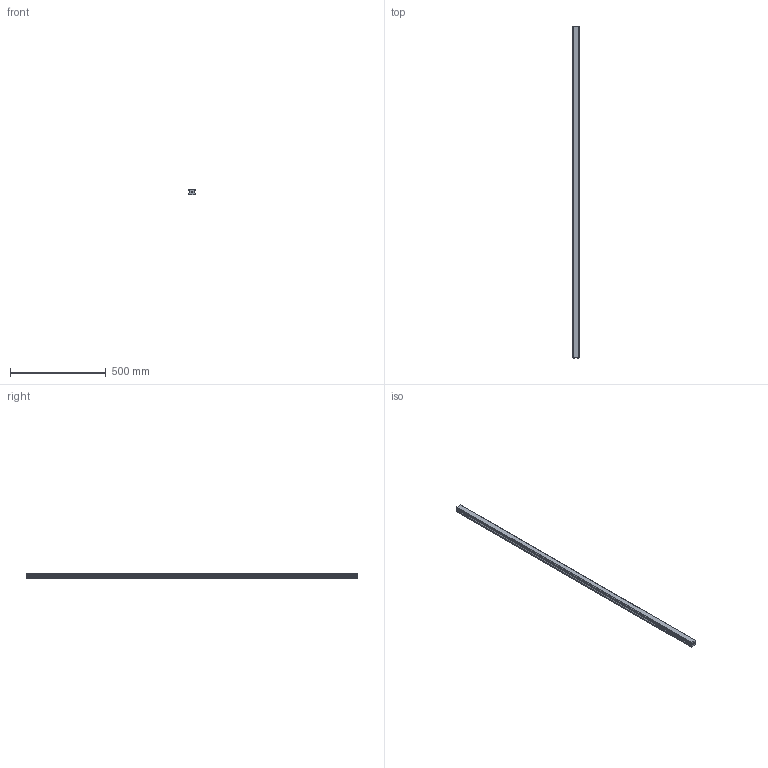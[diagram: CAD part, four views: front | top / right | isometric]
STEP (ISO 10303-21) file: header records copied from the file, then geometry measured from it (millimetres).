
FILE_DESCRIPTION(('STEP AP214'),'1');
FILE_NAME('cctmp_2C01B84E-345B-4E42-896E-D73E8B09B9C1_2021_01_27_12_07_50_0732..stp','2021-01-27T11:07:50',('HIWIN GmbH'),('CADClick - www.CADClick.com'),'Spatial InterOp 3D',' ','unknown authorization');
FILE_SCHEMA(('AUTOMOTIVE_DESIGN'));
Length unit declared in the file: millimetre
Products named in the file (1): HGR35T1730C_FILE
Bounding box: 34 x 1730 x 29 mm (x, y, z)
Volume: 1458963.4 mm3; surface area: 235200.6 mm2
Topology: 1 solids, 1 shells, 203 faces, 547 edges, 328 vertices
Faces by surface type: plane 93, cylinder 66, cone 44
Entity records: 7641 total; most frequent: DIRECTION 1043, CARTESIAN_POINT 1035, ORIENTED_EDGE 1006, EDGE_CURVE 503, LINE 371, VECTOR 371, AXIS2_PLACEMENT_3D 336, VERTEX_POINT 328
